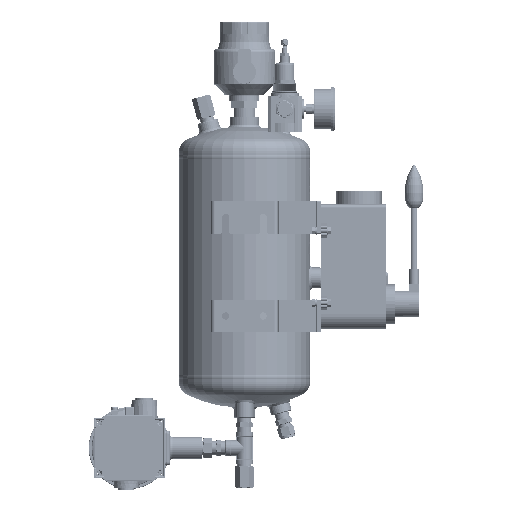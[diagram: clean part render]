
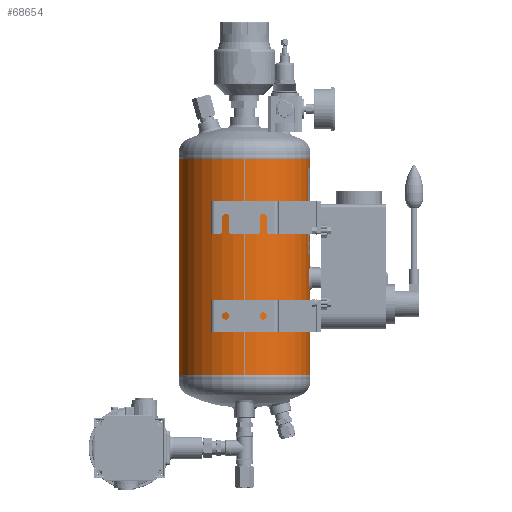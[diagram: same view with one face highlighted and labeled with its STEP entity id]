
A CAD part, left-side view. The second image highlights one B-rep face of the part: STEP entity #68654.
In plain terms, the highlighted cylindrical face has radius 100 mm (diameter 200 mm), a partial arc.
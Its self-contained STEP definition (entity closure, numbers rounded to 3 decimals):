
#4411=LINE('',#113930,#8730);
#4412=LINE('',#113935,#8731);
#4413=LINE('',#113939,#8732);
#4414=LINE('',#113943,#8733);
#8730=VECTOR('',#94438,1000.);
#8731=VECTOR('',#94441,1000.);
#8732=VECTOR('',#94444,1000.);
#8733=VECTOR('',#94447,1000.);
#13049=CIRCLE('',#86885,100.);
#13050=CIRCLE('',#86886,100.);
#13051=CIRCLE('',#86887,100.);
#13052=CIRCLE('',#86888,100.);
#15946=ORIENTED_EDGE('',*,*,#36564,.T.);
#15947=ORIENTED_EDGE('',*,*,#36565,.T.);
#15948=ORIENTED_EDGE('',*,*,#36566,.T.);
#15949=ORIENTED_EDGE('',*,*,#36567,.F.);
#15950=ORIENTED_EDGE('',*,*,#36568,.F.);
#15951=ORIENTED_EDGE('',*,*,#36569,.F.);
#15952=ORIENTED_EDGE('',*,*,#36570,.F.);
#15953=ORIENTED_EDGE('',*,*,#36571,.T.);
#15954=ORIENTED_EDGE('',*,*,#36572,.T.);
#15955=ORIENTED_EDGE('',*,*,#36573,.F.);
#15956=ORIENTED_EDGE('',*,*,#36574,.F.);
#36564=EDGE_CURVE('',#46873,#46873,#53849,.T.);
#36565=EDGE_CURVE('',#46874,#46874,#53850,.T.);
#36566=EDGE_CURVE('',#46875,#46875,#53851,.T.);
#36567=EDGE_CURVE('',#46876,#46877,#4411,.T.);
#36568=EDGE_CURVE('',#46878,#46876,#13049,.T.);
#36569=EDGE_CURVE('',#46879,#46878,#4412,.F.);
#36570=EDGE_CURVE('',#46880,#46879,#13050,.T.);
#36571=EDGE_CURVE('',#46880,#46881,#4413,.T.);
#36572=EDGE_CURVE('',#46881,#46882,#13051,.T.);
#36573=EDGE_CURVE('',#46883,#46882,#4414,.T.);
#36574=EDGE_CURVE('',#46877,#46883,#13052,.T.);
#46873=VERTEX_POINT('',#113905);
#46874=VERTEX_POINT('',#113917);
#46875=VERTEX_POINT('',#113929);
#46876=VERTEX_POINT('',#113931);
#46877=VERTEX_POINT('',#113932);
#46878=VERTEX_POINT('',#113934);
#46879=VERTEX_POINT('',#113936);
#46880=VERTEX_POINT('',#113938);
#46881=VERTEX_POINT('',#113940);
#46882=VERTEX_POINT('',#113942);
#46883=VERTEX_POINT('',#113944);
#53849=B_SPLINE_CURVE_WITH_KNOTS('',3,(#113886,#113887,#113888,#113889,
#113890,#113891,#113892,#113893,#113894,#113895,#113896,#113897,#113898,
#113899,#113900,#113901,#113902,#113903,#113904),.UNSPECIFIED.,.T.,.F.,
(1,1,1,1,1,1,1,1,1,1,1,1,1,1,1,1,1,1,1,1,1,1,1),(-0.018,-0.012,
-0.006,0.,0.006,0.012,0.018,
0.023,0.029,0.035,0.041,
0.047,0.053,0.059,0.065,
0.07,0.076,0.082,0.088,
0.094,0.1,0.106,0.112),
 .UNSPECIFIED.);
#53850=B_SPLINE_CURVE_WITH_KNOTS('',3,(#113906,#113907,#113908,#113909,
#113910,#113911,#113912,#113913,#113914,#113915,#113916),.UNSPECIFIED.,
 .T.,.F.,(1,1,1,1,1,1,1,1,1,1,1,1,1,1,1),(-0.012,-0.008,
-0.004,0.,0.004,0.008,
0.012,0.016,0.02,0.023,
0.027,0.031,0.035,0.039,
0.043),.UNSPECIFIED.);
#53851=B_SPLINE_CURVE_WITH_KNOTS('',3,(#113918,#113919,#113920,#113921,
#113922,#113923,#113924,#113925,#113926,#113927,#113928),.UNSPECIFIED.,
 .T.,.F.,(1,1,1,1,1,1,1,1,1,1,1,1,1,1,1),(-0.012,-0.008,
-0.004,0.,0.004,0.008,
0.012,0.016,0.02,0.023,
0.027,0.031,0.035,0.039,
0.043),.UNSPECIFIED.);
#56493=EDGE_LOOP('',(#15946));
#56494=EDGE_LOOP('',(#15947));
#56495=EDGE_LOOP('',(#15948));
#56496=EDGE_LOOP('',(#15949,#15950,#15951,#15952,#15953,#15954,#15955,#15956));
#61987=FACE_BOUND('',#56493,.T.);
#61988=FACE_BOUND('',#56494,.T.);
#61989=FACE_BOUND('',#56495,.T.);
#61990=FACE_BOUND('',#56496,.T.);
#67481=CYLINDRICAL_SURFACE('',#86884,100.);
#68654=ADVANCED_FACE('',(#61987,#61988,#61989,#61990),#67481,.T.);
#86884=AXIS2_PLACEMENT_3D('',#113885,#94436,#94437);
#86885=AXIS2_PLACEMENT_3D('',#113933,#94439,#94440);
#86886=AXIS2_PLACEMENT_3D('',#113937,#94442,#94443);
#86887=AXIS2_PLACEMENT_3D('',#113941,#94445,#94446);
#86888=AXIS2_PLACEMENT_3D('',#113945,#94448,#94449);
#94436=DIRECTION('',(0.,-1.,0.));
#94437=DIRECTION('',(0.,0.,-1.));
#94438=DIRECTION('',(0.,-1.,0.));
#94439=DIRECTION('',(0.,1.,0.));
#94440=DIRECTION('',(1.,0.,0.));
#94441=DIRECTION('',(0.,-1.,0.));
#94442=DIRECTION('',(0.,-1.,0.));
#94443=DIRECTION('',(1.,0.,0.));
#94444=DIRECTION('',(0.,-1.,0.));
#94445=DIRECTION('',(0.,1.,0.));
#94446=DIRECTION('',(1.,0.,0.));
#94447=DIRECTION('',(0.,-1.,0.));
#94448=DIRECTION('',(0.,-1.,0.));
#94449=DIRECTION('',(1.,0.,0.));
#113885=CARTESIAN_POINT('',(0.,330.,0.));
#113886=CARTESIAN_POINT('',(-98.994,187.429,14.208));
#113887=CARTESIAN_POINT('',(-98.806,181.503,15.395));
#113888=CARTESIAN_POINT('',(-98.993,175.608,14.214));
#113889=CARTESIAN_POINT('',(-99.436,170.625,10.88));
#113890=CARTESIAN_POINT('',(-99.878,167.295,5.9));
#113891=CARTESIAN_POINT('',(-100.061,166.117,0.009));
#113892=CARTESIAN_POINT('',(-99.879,167.288,-5.887));
#113893=CARTESIAN_POINT('',(-99.437,170.623,-10.879));
#113894=CARTESIAN_POINT('',(-98.992,175.61,-14.215));
#113895=CARTESIAN_POINT('',(-98.807,181.503,-15.391));
#113896=CARTESIAN_POINT('',(-98.992,187.396,-14.219));
#113897=CARTESIAN_POINT('',(-99.435,192.379,-10.892));
#113898=CARTESIAN_POINT('',(-99.877,195.718,-5.914));
#113899=CARTESIAN_POINT('',(-100.061,196.901,-0.013));
#113900=CARTESIAN_POINT('',(-99.878,195.728,5.889));
#113901=CARTESIAN_POINT('',(-99.437,192.395,10.874));
#113902=CARTESIAN_POINT('',(-98.994,187.429,14.208));
#113903=CARTESIAN_POINT('',(-98.806,181.503,15.395));
#113904=CARTESIAN_POINT('',(-98.993,175.608,14.214));
#113905=CARTESIAN_POINT('',(-98.869,181.508,15.));
#113906=CARTESIAN_POINT('',(3.922,158.915,-99.937));
#113907=CARTESIAN_POINT('',(-0.001,160.542,-100.031));
#113908=CARTESIAN_POINT('',(-3.918,158.916,-99.937));
#113909=CARTESIAN_POINT('',(-5.54,155.004,-99.844));
#113910=CARTESIAN_POINT('',(-3.921,151.083,-99.937));
#113911=CARTESIAN_POINT('',(-0.001,149.46,-100.031));
#113912=CARTESIAN_POINT('',(3.913,151.078,-99.938));
#113913=CARTESIAN_POINT('',(5.541,154.994,-99.844));
#113914=CARTESIAN_POINT('',(3.922,158.915,-99.937));
#113915=CARTESIAN_POINT('',(-0.001,160.542,-100.031));
#113916=CARTESIAN_POINT('',(-3.918,158.916,-99.937));
#113917=CARTESIAN_POINT('',(0.,160.,-100.));
#113918=CARTESIAN_POINT('',(3.922,48.915,-99.937));
#113919=CARTESIAN_POINT('',(-0.001,50.542,-100.031));
#113920=CARTESIAN_POINT('',(-3.918,48.916,-99.937));
#113921=CARTESIAN_POINT('',(-5.54,45.004,-99.844));
#113922=CARTESIAN_POINT('',(-3.921,41.083,-99.937));
#113923=CARTESIAN_POINT('',(-0.001,39.46,-100.031));
#113924=CARTESIAN_POINT('',(3.913,41.078,-99.938));
#113925=CARTESIAN_POINT('',(5.541,44.994,-99.844));
#113926=CARTESIAN_POINT('',(3.922,48.915,-99.937));
#113927=CARTESIAN_POINT('',(-0.001,50.542,-100.031));
#113928=CARTESIAN_POINT('',(-3.918,48.916,-99.937));
#113929=CARTESIAN_POINT('',(0.,50.,-100.));
#113930=CARTESIAN_POINT('',(-0.241,165.,100.));
#113931=CARTESIAN_POINT('',(-0.241,330.,100.));
#113932=CARTESIAN_POINT('',(-0.241,265.,100.));
#113933=CARTESIAN_POINT('',(0.,330.,0.));
#113934=CARTESIAN_POINT('',(0.241,330.,100.));
#113935=CARTESIAN_POINT('',(0.241,165.,100.));
#113936=CARTESIAN_POINT('',(0.241,265.,100.));
#113937=CARTESIAN_POINT('',(0.,265.,0.));
#113938=CARTESIAN_POINT('',(0.254,265.,100.));
#113939=CARTESIAN_POINT('',(0.254,265.,100.));
#113940=CARTESIAN_POINT('',(0.254,0.,100.));
#113941=CARTESIAN_POINT('',(0.,0.,0.));
#113942=CARTESIAN_POINT('',(-0.254,0.,100.));
#113943=CARTESIAN_POINT('',(-0.254,265.,100.));
#113944=CARTESIAN_POINT('',(-0.254,265.,100.));
#113945=CARTESIAN_POINT('',(0.,265.,0.));
